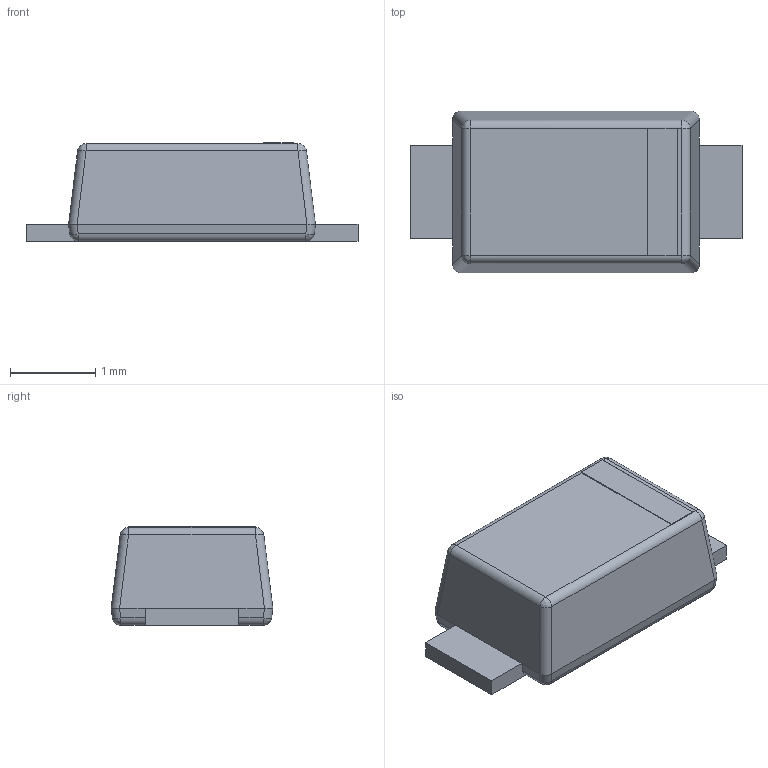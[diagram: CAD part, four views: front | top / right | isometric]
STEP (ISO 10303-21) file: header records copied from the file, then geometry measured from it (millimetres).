
FILE_DESCRIPTION(('FreeCAD Model'),'2;1');
FILE_NAME('DO-219AB.stp', '2017-02-10T17:37:04',('Author'),(''), 'Open CASCADE STEP processor 6.8','FreeCAD','Unknown');
FILE_SCHEMA(('AUTOMOTIVE_DESIGN_CC2 { 1 2 10303 214 -1 1 5 4 }'));
Length unit declared in the file: millimetre
Products named in the file (2): ASSEMBLY; DO-219AB
Assembly tree (1 placements, depth 2):
  ASSEMBLY
    DO-219AB
Bounding box: 3.9 x 1.9 x 1.16 mm (x, y, z)
Volume: 6 mm3; surface area: 22.4 mm2
Topology: 1 solids, 1 shells, 52 faces, 122 edges, 64 vertices
Faces by surface type: plane 26, cylinder 18, bspline 8
Entity records: 5530 total; most frequent: CARTESIAN_POINT 3004, DIRECTION 350, ORIENTED_EDGE 228, PCURVE 228, DEFINITIONAL_REPRESENTATION 228, LINE 192, VECTOR 192, EDGE_CURVE 114
